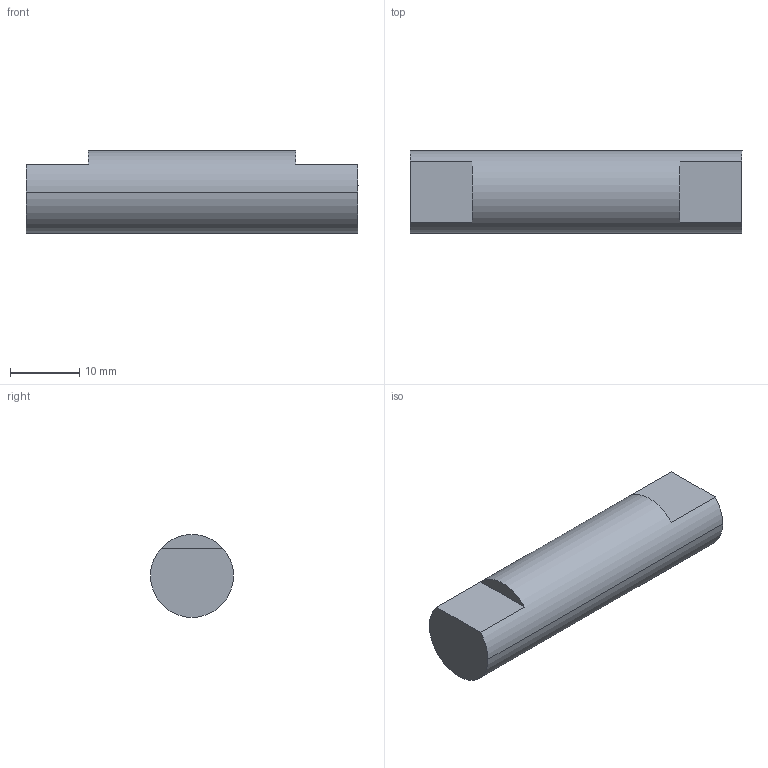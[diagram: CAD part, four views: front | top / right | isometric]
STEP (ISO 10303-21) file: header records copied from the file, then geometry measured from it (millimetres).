
FILE_DESCRIPTION(('CATIA V5 STEP Exchange'),'2;1');
FILE_NAME('VSOTR1100-Y009 - Fe - 100 Pcs.stp','2022-08-03T12:50:30+00:00',('none'),('none'),'CATIA Version 5 Release 21 GA (IN-10)','CATIA V5 STEP AP214','none');
FILE_SCHEMA(('AUTOMOTIVE_DESIGN { 1 0 10303 214 1 1 1 1 }'));
Length unit declared in the file: millimetre
Products named in the file (1): VSOTR1100-Y009
Bounding box: 48 x 12 x 12 mm (x, y, z)
Volume: 5205.7 mm3; surface area: 2015.1 mm2
Topology: 1 solids, 1 shells, 8 faces, 18 edges, 12 vertices
Faces by surface type: plane 6, cylinder 2
Entity records: 234 total; most frequent: CARTESIAN_POINT 37, ORIENTED_EDGE 36, DIRECTION 30, EDGE_CURVE 18, AXIS2_PLACEMENT_3D 15, VERTEX_POINT 12, VECTOR 10, LINE 10
